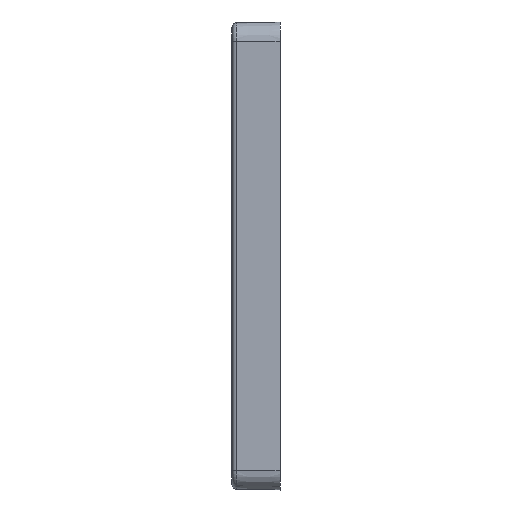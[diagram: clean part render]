
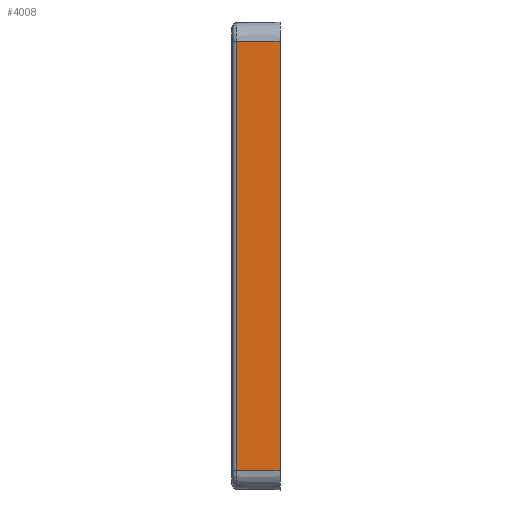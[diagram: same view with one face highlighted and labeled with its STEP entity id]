
A CAD part, left-side view. The second image highlights one B-rep face of the part: STEP entity #4008.
In plain terms, the highlighted planar face has unit normal (-1, 0.018, 0).
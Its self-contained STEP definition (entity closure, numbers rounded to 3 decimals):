
#350=PLANE('',#4415);
#491=FACE_OUTER_BOUND('',#752,.T.);
#752=EDGE_LOOP('',(#3129,#3130,#3131,#3132));
#1030=LINE('',#6414,#1308);
#1059=LINE('',#6547,#1337);
#1060=LINE('',#6550,#1338);
#1061=LINE('',#6551,#1339);
#1308=VECTOR('',#5170,1000.);
#1337=VECTOR('',#5289,1000.);
#1338=VECTOR('',#5292,1000.);
#1339=VECTOR('',#5293,1000.);
#1944=VERTEX_POINT('',#6411);
#1945=VERTEX_POINT('',#6413);
#2004=VERTEX_POINT('',#6545);
#2005=VERTEX_POINT('',#6549);
#2376=EDGE_CURVE('',#1944,#1945,#1030,.T.);
#2446=EDGE_CURVE('',#1944,#2004,#1059,.T.);
#2447=EDGE_CURVE('',#2004,#2005,#1060,.T.);
#2448=EDGE_CURVE('',#1945,#2005,#1061,.T.);
#3129=ORIENTED_EDGE('',*,*,#2446,.T.);
#3130=ORIENTED_EDGE('',*,*,#2447,.T.);
#3131=ORIENTED_EDGE('',*,*,#2448,.F.);
#3132=ORIENTED_EDGE('',*,*,#2376,.F.);
#4008=ADVANCED_FACE('',(#491),#350,.T.);
#4415=AXIS2_PLACEMENT_3D('',#6548,#5290,#5291);
#5170=DIRECTION('',(0.,0.,-1.));
#5289=DIRECTION('',(0.017,1.,0.));
#5290=DIRECTION('center_axis',(-1.,0.017,0.));
#5291=DIRECTION('ref_axis',(0.017,1.,0.));
#5292=DIRECTION('',(0.,0.,-1.));
#5293=DIRECTION('',(0.017,1.,0.));
#6411=CARTESIAN_POINT('',(-111.,40.,67.));
#6413=CARTESIAN_POINT('',(-111.,40.,-67.));
#6414=CARTESIAN_POINT('',(-111.,40.,67.));
#6545=CARTESIAN_POINT('',(-110.764,53.526,67.));
#6547=CARTESIAN_POINT('',(-111.,40.,67.));
#6548=CARTESIAN_POINT('Origin',(-111.,40.,67.));
#6549=CARTESIAN_POINT('',(-110.764,53.526,-67.));
#6550=CARTESIAN_POINT('',(-110.764,53.526,67.));
#6551=CARTESIAN_POINT('',(-111.,40.,-67.));
